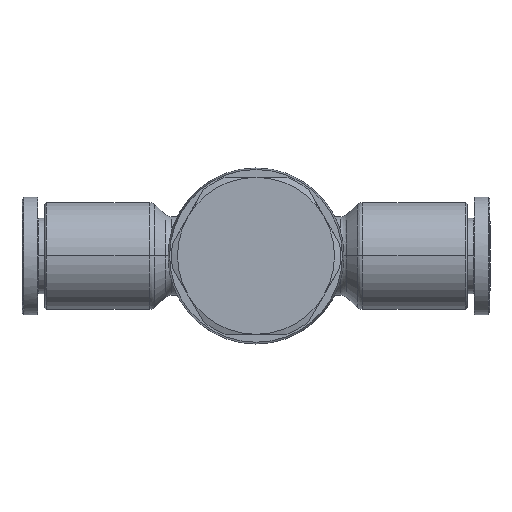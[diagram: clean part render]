
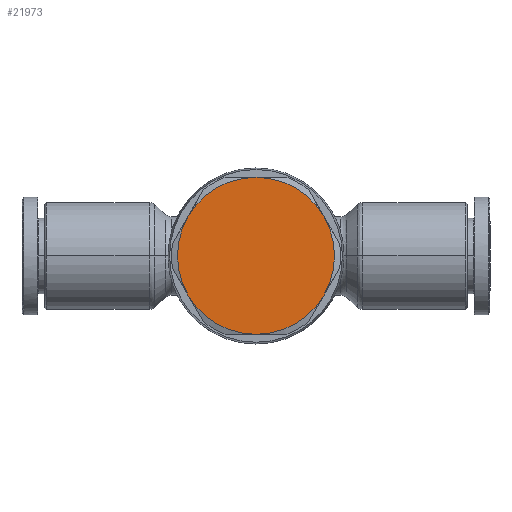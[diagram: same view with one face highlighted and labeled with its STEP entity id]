
A CAD part, top view. The second image highlights one B-rep face of the part: STEP entity #21973.
In plain terms, the highlighted planar face has unit normal (0, 0, 1).
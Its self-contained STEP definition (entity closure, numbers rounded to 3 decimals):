
#136 = CARTESIAN_POINT ( 'NONE',  ( 6.2, 0., 14.5 ) ) ;
#235 = CARTESIAN_POINT ( 'NONE',  ( 1.65, 0., 14.5 ) ) ;
#956 = VERTEX_POINT ( 'NONE', #3143 ) ;
#1587 = CIRCLE ( 'NONE', #1609, 10. ) ;
#1609 = AXIS2_PLACEMENT_3D ( 'NONE', #21947, #12437, #28612 ) ;
#1724 = VERTEX_POINT ( 'NONE', #28895 ) ;
#1818 = AXIS2_PLACEMENT_3D ( 'NONE', #235, #23180, #11625 ) ;
#2303 = AXIS2_PLACEMENT_3D ( 'NONE', #14272, #2774, #2681 ) ;
#2681 = DIRECTION ( 'NONE',  ( 0., 1., 0. ) ) ;
#2774 = DIRECTION ( 'NONE',  ( 0., 0., -1. ) ) ;
#3143 = CARTESIAN_POINT ( 'NONE',  ( -2.46, 5., 14.5 ) ) ;
#3263 = CIRCLE ( 'NONE', #7462, 10. ) ;
#5350 = CIRCLE ( 'NONE', #2303, 10. ) ;
#5582 = VERTEX_POINT ( 'NONE', #11472 ) ;
#5949 = CARTESIAN_POINT ( 'NONE',  ( 6.2, 10., 14.5 ) ) ;
#7462 = AXIS2_PLACEMENT_3D ( 'NONE', #9283, #23242, #13603 ) ;
#9283 = CARTESIAN_POINT ( 'NONE',  ( 6.2, 0., 14.5 ) ) ;
#9385 = CIRCLE ( 'NONE', #26291, 10. ) ;
#9801 = ORIENTED_EDGE ( 'NONE', *, *, #9927, .F. ) ;
#9927 = EDGE_CURVE ( 'NONE', #956, #25153, #20945, .T. ) ;
#10246 = AXIS2_PLACEMENT_3D ( 'NONE', #13750, #23181, #13644 ) ;
#10991 = CIRCLE ( 'NONE', #21333, 10. ) ;
#11193 = ORIENTED_EDGE ( 'NONE', *, *, #20624, .F. ) ;
#11472 = CARTESIAN_POINT ( 'NONE',  ( 14.86, -5., 14.5 ) ) ;
#11625 = DIRECTION ( 'NONE',  ( 1., 0., 0. ) ) ;
#11853 = CARTESIAN_POINT ( 'NONE',  ( 6.2, 0., 14.5 ) ) ;
#12226 = VERTEX_POINT ( 'NONE', #13986 ) ;
#12437 = DIRECTION ( 'NONE',  ( 0., 0., -1. ) ) ;
#13603 = DIRECTION ( 'NONE',  ( 0., 1., 0. ) ) ;
#13644 = DIRECTION ( 'NONE',  ( 0., 1., 0. ) ) ;
#13750 = CARTESIAN_POINT ( 'NONE',  ( 6.2, 0., 14.5 ) ) ;
#13975 = VERTEX_POINT ( 'NONE', #15036 ) ;
#13986 = CARTESIAN_POINT ( 'NONE',  ( 14.86, 5., 14.5 ) ) ;
#14272 = CARTESIAN_POINT ( 'NONE',  ( 6.2, 0., 14.5 ) ) ;
#14398 = DIRECTION ( 'NONE',  ( 0., 1., 0. ) ) ;
#15036 = CARTESIAN_POINT ( 'NONE',  ( -2.46, -5., 14.5 ) ) ;
#16715 = DIRECTION ( 'NONE',  ( 0., 0., -1. ) ) ;
#16928 = ORIENTED_EDGE ( 'NONE', *, *, #20509, .F. ) ;
#17063 = EDGE_LOOP ( 'NONE', ( #25070, #16928, #29204, #11193, #24995, #9801 ) ) ;
#17690 = EDGE_CURVE ( 'NONE', #13975, #956, #5350, .T. ) ;
#20509 = EDGE_CURVE ( 'NONE', #1724, #13975, #10991, .T. ) ;
#20624 = EDGE_CURVE ( 'NONE', #12226, #5582, #1587, .T. ) ;
#20945 = CIRCLE ( 'NONE', #10246, 10. ) ;
#21333 = AXIS2_PLACEMENT_3D ( 'NONE', #11853, #16715, #14398 ) ;
#21947 = CARTESIAN_POINT ( 'NONE',  ( 6.2, 0., 14.5 ) ) ;
#21973 = ADVANCED_FACE ( 'NONE', ( #28572 ), #25564, .T. ) ;
#23180 = DIRECTION ( 'NONE',  ( 0., 0., 1. ) ) ;
#23181 = DIRECTION ( 'NONE',  ( 0., 0., -1. ) ) ;
#23242 = DIRECTION ( 'NONE',  ( 0., 0., -1. ) ) ;
#23381 = DIRECTION ( 'NONE',  ( 0., 1., 0. ) ) ;
#23491 = EDGE_CURVE ( 'NONE', #5582, #1724, #3263, .T. ) ;
#23683 = DIRECTION ( 'NONE',  ( 0., 0., -1. ) ) ;
#24995 = ORIENTED_EDGE ( 'NONE', *, *, #28178, .F. ) ;
#25070 = ORIENTED_EDGE ( 'NONE', *, *, #17690, .F. ) ;
#25153 = VERTEX_POINT ( 'NONE', #5949 ) ;
#25564 = PLANE ( 'NONE',  #1818 ) ;
#26291 = AXIS2_PLACEMENT_3D ( 'NONE', #136, #23683, #23381 ) ;
#28178 = EDGE_CURVE ( 'NONE', #25153, #12226, #9385, .T. ) ;
#28572 = FACE_OUTER_BOUND ( 'NONE', #17063, .T. ) ;
#28612 = DIRECTION ( 'NONE',  ( -1., 0., 0. ) ) ;
#28895 = CARTESIAN_POINT ( 'NONE',  ( 6.2, -10., 14.5 ) ) ;
#29204 = ORIENTED_EDGE ( 'NONE', *, *, #23491, .F. ) ;
